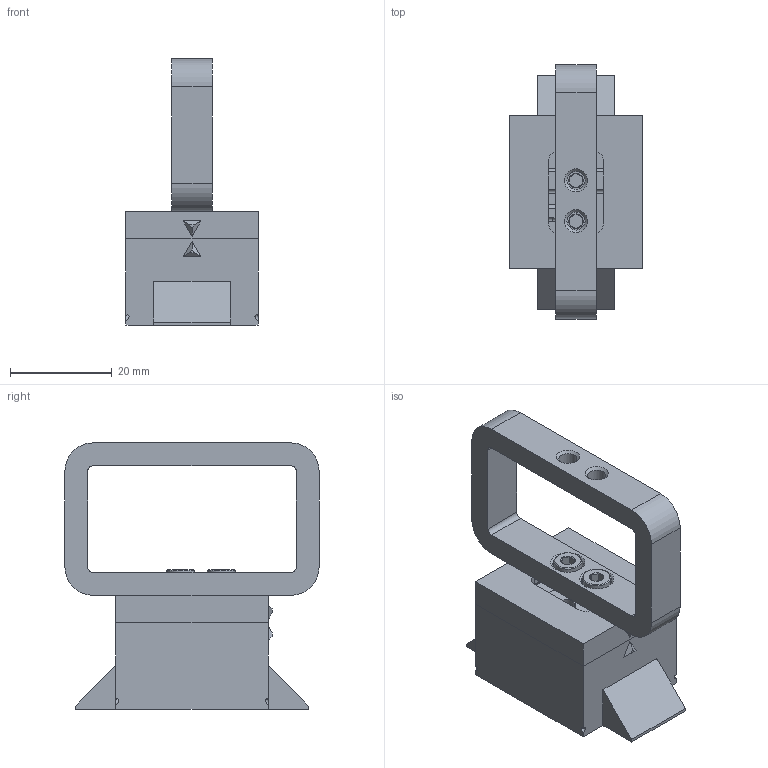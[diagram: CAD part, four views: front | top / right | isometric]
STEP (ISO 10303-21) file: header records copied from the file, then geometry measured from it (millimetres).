
FILE_DESCRIPTION(/* description */ (''),/* implementation_level */ '2;1');
FILE_NAME(/* name */ 'E3D_Clone_Block v2.step',/* time_stamp */ '2019-07-08T16:09:09-07:00',/* author */ (''),/* organization */ (''),/* preprocessor_version */ 'ST-DEVELOPER v18',/* originating_system */ 'Autodesk Translation Framework v8.2.0.1029',/* authorisation */ '');
FILE_SCHEMA (('AUTOMOTIVE_DESIGN { 1 0 10303 214 3 1 1 }'));
Length unit declared in the file: millimetre
Products named in the file (9): E3D_Clone_Block; References; 92095A182; 92095A471; 91290A117; Insert_Flush; Shell_Flush; Cap; Handle
Assembly tree (9 placements, depth 3):
  E3D_Clone_Block
    References
      92095A182
      92095A471
      91290A117  x2
    Insert_Flush
    Shell_Flush
    Cap
    Handle
Bounding box: 26 x 50 x 52.4 mm (x, y, z)
Volume: 19292.5 mm3; surface area: 13973.5 mm2
Topology: 8 solids, 8 shells, 578 faces, 1461 edges, 914 vertices
Faces by surface type: cylinder 267, plane 160, bspline 59, cone 47, torus 31, sphere 14
Full cylindrical faces by diameter (mm): 0.8 x1, 0.85 x4, 1.85 x1, 2 x1, 2.35 x72, 2.85 x2, 3 x70, 3.55 x4, 5.5 x2, 5.7 x2, 6 x2, 9.25 x1
Entity records: 24714 total; most frequent: CARTESIAN_POINT 12894, ORIENTED_EDGE 2528, DIRECTION 2286, EDGE_CURVE 1264, AXIS2_PLACEMENT_3D 873, VERTEX_POINT 789, EDGE_LOOP 547, LINE 540
